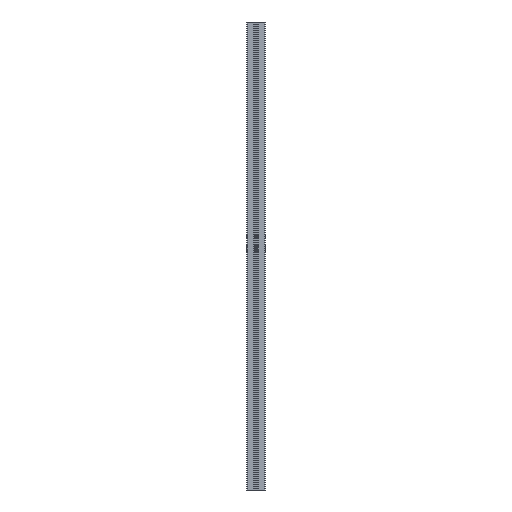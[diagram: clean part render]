
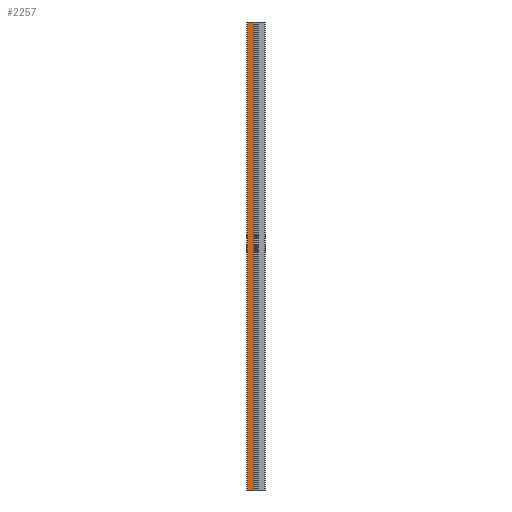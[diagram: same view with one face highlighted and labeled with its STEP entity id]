
A CAD part, left-side view. The second image highlights one B-rep face of the part: STEP entity #2257.
In plain terms, the highlighted planar face has unit normal (-1, 0, 0).
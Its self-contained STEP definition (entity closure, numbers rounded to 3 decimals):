
#195 = VERTEX_POINT ( 'NONE', #9339 ) ;
#395 = CARTESIAN_POINT ( 'NONE',  ( -20., 4.9, 1000. ) ) ;
#522 = CARTESIAN_POINT ( 'NONE',  ( -20., 17.75, 1000. ) ) ;
#584 = VECTOR ( 'NONE', #4481, 1000. ) ;
#680 = VECTOR ( 'NONE', #12307, 1000. ) ;
#1054 = DIRECTION ( 'NONE',  ( 1., 0., 0. ) ) ;
#1169 = ORIENTED_EDGE ( 'NONE', *, *, #1639, .F. ) ;
#1308 = FACE_OUTER_BOUND ( 'NONE', #2064, .T. ) ;
#1615 = EDGE_CURVE ( 'NONE', #5264, #9434, #3240, .T. ) ;
#1639 = EDGE_CURVE ( 'NONE', #195, #3418, #1882, .T. ) ;
#1882 = LINE ( 'NONE', #395, #584 ) ;
#1941 = ORIENTED_EDGE ( 'NONE', *, *, #11703, .T. ) ;
#1975 = LINE ( 'NONE', #3992, #680 ) ;
#2064 = EDGE_LOOP ( 'NONE', ( #1941, #1169, #4601, #11641 ) ) ;
#2257 = ADVANCED_FACE ( 'NONE', ( #1308 ), #3423, .F. ) ;
#2288 = DIRECTION ( 'NONE',  ( 0., 0., -1. ) ) ;
#3240 = LINE ( 'NONE', #6531, #12336 ) ;
#3418 = VERTEX_POINT ( 'NONE', #11965 ) ;
#3423 = PLANE ( 'NONE',  #11866 ) ;
#3992 = CARTESIAN_POINT ( 'NONE',  ( -20., 17.75, 0. ) ) ;
#4481 = DIRECTION ( 'NONE',  ( 0., 0., -1. ) ) ;
#4601 = ORIENTED_EDGE ( 'NONE', *, *, #6002, .F. ) ;
#4980 = CARTESIAN_POINT ( 'NONE',  ( -20., 17.75, 1000. ) ) ;
#5243 = CARTESIAN_POINT ( 'NONE',  ( -20., 17.75, 1000. ) ) ;
#5264 = VERTEX_POINT ( 'NONE', #4980 ) ;
#6002 = EDGE_CURVE ( 'NONE', #5264, #195, #7868, .T. ) ;
#6531 = CARTESIAN_POINT ( 'NONE',  ( -20., 17.75, 1000. ) ) ;
#7331 = DIRECTION ( 'NONE',  ( 0., -1., 0. ) ) ;
#7566 = CARTESIAN_POINT ( 'NONE',  ( -20., 17.75, 0. ) ) ;
#7868 = LINE ( 'NONE', #5243, #9750 ) ;
#8747 = DIRECTION ( 'NONE',  ( 0., 1., 0. ) ) ;
#9339 = CARTESIAN_POINT ( 'NONE',  ( -20., 4.9, 1000. ) ) ;
#9434 = VERTEX_POINT ( 'NONE', #7566 ) ;
#9750 = VECTOR ( 'NONE', #7331, 1000. ) ;
#11641 = ORIENTED_EDGE ( 'NONE', *, *, #1615, .T. ) ;
#11703 = EDGE_CURVE ( 'NONE', #9434, #3418, #1975, .T. ) ;
#11866 = AXIS2_PLACEMENT_3D ( 'NONE', #522, #1054, #8747 ) ;
#11965 = CARTESIAN_POINT ( 'NONE',  ( -20., 4.9, 0. ) ) ;
#12307 = DIRECTION ( 'NONE',  ( 0., -1., 0. ) ) ;
#12336 = VECTOR ( 'NONE', #2288, 1000. ) ;
